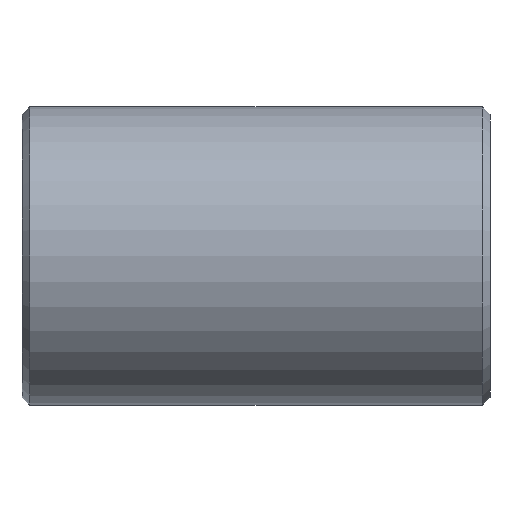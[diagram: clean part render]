
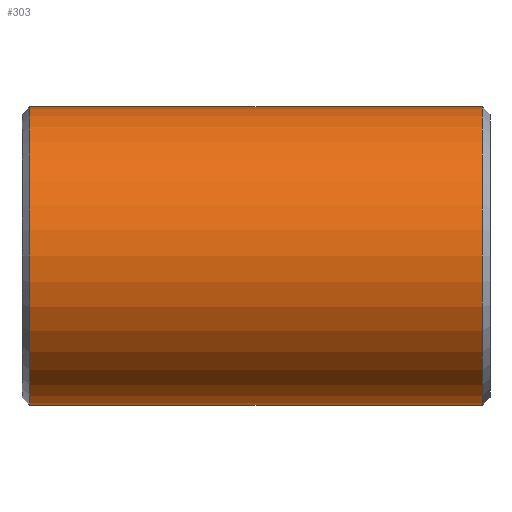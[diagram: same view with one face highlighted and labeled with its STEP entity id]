
A CAD part, front view. The second image highlights one B-rep face of the part: STEP entity #303.
In plain terms, the highlighted cylindrical face has radius 161.925 mm (diameter 323.85 mm), a partial arc.
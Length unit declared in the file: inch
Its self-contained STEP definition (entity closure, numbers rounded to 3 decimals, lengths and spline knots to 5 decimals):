
#25 = EDGE_CURVE ( 'NONE', #530, #832, #217, .T. ) ;
#28 = ORIENTED_EDGE ( 'NONE', *, *, #25, .F. ) ;
#47 = DIRECTION ( 'NONE',  ( -1., 0., 0. ) ) ;
#57 = CARTESIAN_POINT ( 'NONE',  ( 10., 0., 6.375 ) ) ;
#60 = CIRCLE ( 'NONE', #584, 6.375 ) ;
#63 = ORIENTED_EDGE ( 'NONE', *, *, #619, .T. ) ;
#121 = AXIS2_PLACEMENT_3D ( 'NONE', #862, #424, #502 ) ;
#135 = VECTOR ( 'NONE', #864, 39.37008 ) ;
#136 = CIRCLE ( 'NONE', #121, 6.375 ) ;
#205 = CARTESIAN_POINT ( 'NONE',  ( 10., 0., 0. ) ) ;
#217 = LINE ( 'NONE', #570, #135 ) ;
#303 = ADVANCED_FACE ( 'NONE', ( #699 ), #831, .T. ) ;
#311 = ORIENTED_EDGE ( 'NONE', *, *, #373, .T. ) ;
#330 = AXIS2_PLACEMENT_3D ( 'NONE', #205, #350, #772 ) ;
#336 = VERTEX_POINT ( 'NONE', #343 ) ;
#343 = CARTESIAN_POINT ( 'NONE',  ( 9.66667, 0., 6.375 ) ) ;
#350 = DIRECTION ( 'NONE',  ( -1., 0., 0. ) ) ;
#373 = EDGE_CURVE ( 'NONE', #336, #842, #633, .T. ) ;
#424 = DIRECTION ( 'NONE',  ( 1., 0., 0. ) ) ;
#502 = DIRECTION ( 'NONE',  ( 0., 0., 1. ) ) ;
#522 = DIRECTION ( 'NONE',  ( 0., 0., -1. ) ) ;
#530 = VERTEX_POINT ( 'NONE', #652 ) ;
#570 = CARTESIAN_POINT ( 'NONE',  ( 10., 0., -6.375 ) ) ;
#584 = AXIS2_PLACEMENT_3D ( 'NONE', #669, #886, #522 ) ;
#590 = CARTESIAN_POINT ( 'NONE',  ( -9.66667, 0., 6.375 ) ) ;
#619 = EDGE_CURVE ( 'NONE', #842, #832, #136, .T. ) ;
#633 = LINE ( 'NONE', #57, #910 ) ;
#652 = CARTESIAN_POINT ( 'NONE',  ( 9.66667, 0., -6.375 ) ) ;
#669 = CARTESIAN_POINT ( 'NONE',  ( 9.66667, 0., 0. ) ) ;
#688 = ORIENTED_EDGE ( 'NONE', *, *, #813, .T. ) ;
#699 = FACE_OUTER_BOUND ( 'NONE', #704, .T. ) ;
#704 = EDGE_LOOP ( 'NONE', ( #28, #688, #311, #63 ) ) ;
#772 = DIRECTION ( 'NONE',  ( 0., 0., 1. ) ) ;
#813 = EDGE_CURVE ( 'NONE', #530, #336, #60, .T. ) ;
#815 = CARTESIAN_POINT ( 'NONE',  ( -9.66667, 0., -6.375 ) ) ;
#831 = CYLINDRICAL_SURFACE ( 'NONE', #330, 6.375 ) ;
#832 = VERTEX_POINT ( 'NONE', #815 ) ;
#842 = VERTEX_POINT ( 'NONE', #590 ) ;
#862 = CARTESIAN_POINT ( 'NONE',  ( -9.66667, 0., 0. ) ) ;
#864 = DIRECTION ( 'NONE',  ( -1., 0., 0. ) ) ;
#886 = DIRECTION ( 'NONE',  ( -1., 0., 0. ) ) ;
#910 = VECTOR ( 'NONE', #47, 39.37008 ) ;
